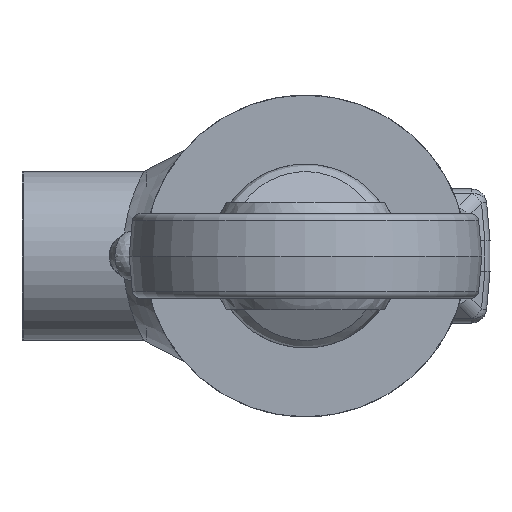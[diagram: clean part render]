
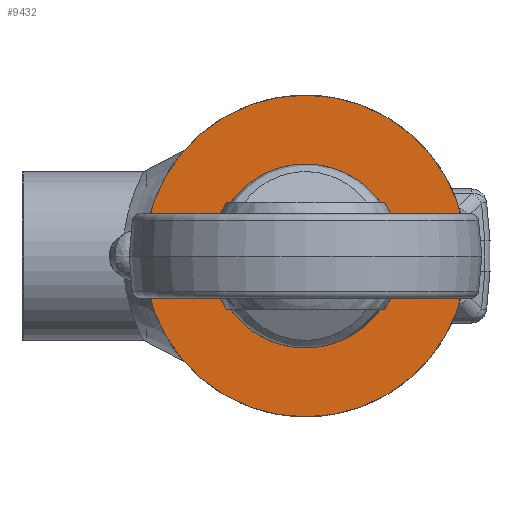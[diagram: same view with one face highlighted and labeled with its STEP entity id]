
A CAD part, left-side view. The second image highlights one B-rep face of the part: STEP entity #9432.
In plain terms, the highlighted planar face has unit normal (-1, 0, 0).
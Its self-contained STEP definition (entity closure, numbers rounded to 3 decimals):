
#556=PLANE('',#10587);
#886=CIRCLE('',#10551,10.);
#906=CIRCLE('',#10585,21.);
#2673=FACE_BOUND('',#3790,.T.);
#3184=FACE_OUTER_BOUND('',#3789,.T.);
#3789=EDGE_LOOP('',(#8598));
#3790=EDGE_LOOP('',(#8599));
#4726=VERTEX_POINT('',#18302);
#4746=VERTEX_POINT('',#18366);
#6011=EDGE_CURVE('',#4726,#4726,#886,.T.);
#6041=EDGE_CURVE('',#4746,#4746,#906,.T.);
#8598=ORIENTED_EDGE('',*,*,#6041,.F.);
#8599=ORIENTED_EDGE('',*,*,#6011,.T.);
#9432=ADVANCED_FACE('',(#3184,#2673),#556,.F.);
#10551=AXIS2_PLACEMENT_3D('',#18304,#13027,#13028);
#10585=AXIS2_PLACEMENT_3D('',#18368,#13105,#13106);
#10587=AXIS2_PLACEMENT_3D('',#18370,#13109,#13110);
#13027=DIRECTION('center_axis',(1.,0.,0.));
#13028=DIRECTION('ref_axis',(0.,0.,-1.));
#13105=DIRECTION('center_axis',(1.,0.,0.));
#13106=DIRECTION('ref_axis',(0.,1.,0.));
#13109=DIRECTION('center_axis',(1.,0.,0.));
#13110=DIRECTION('ref_axis',(0.,0.,-1.));
#18302=CARTESIAN_POINT('',(0.,0.,10.));
#18304=CARTESIAN_POINT('Origin',(0.,0.,0.));
#18366=CARTESIAN_POINT('',(0.,-21.,0.));
#18368=CARTESIAN_POINT('Origin',(0.,0.,0.));
#18370=CARTESIAN_POINT('Origin',(0.,0.,0.));
